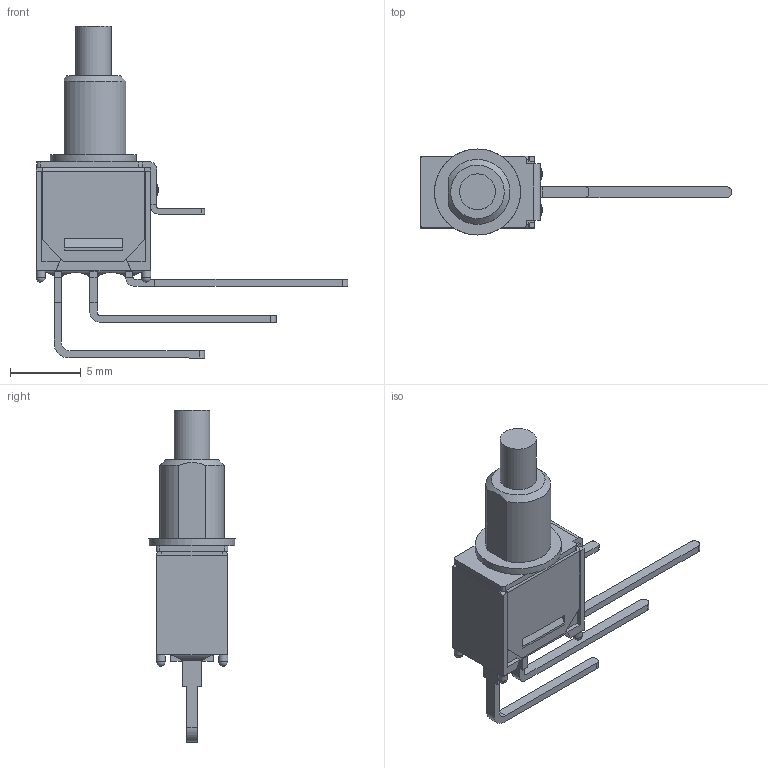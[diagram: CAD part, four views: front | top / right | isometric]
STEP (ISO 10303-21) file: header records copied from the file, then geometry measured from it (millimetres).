
FILE_DESCRIPTION(/* description */ (''),/* implementation_level */ '2;1');
FILE_NAME(/* name */ '800SP8B5M7xE.stp',/* time_stamp */ '2023-01-04T22:50:28-06:00',/* author */ ('mwilliams'),/* organization */ (''),/* preprocessor_version */ 'ST-DEVELOPER v18',/* originating_system */ 'Autodesk Inventor 2020',/* authorisation */ '');
FILE_SCHEMA (('AUTOMOTIVE_DESIGN { 1 0 10303 214 3 1 1 }'));
Length unit declared in the file: inch
Products named in the file (1): T822012_Shrinkwrap_1
Bounding box: 22.1 x 6.1 x 23.54 mm (x, y, z)
Volume: 460.7 mm3; surface area: 747.9 mm2
Topology: 1 solids, 1 shells, 184 faces, 513 edges, 328 vertices
Faces by surface type: plane 142, cylinder 33, sphere 4, cone 3, bspline 2
Full cylindrical faces by diameter (mm): 0.65 x4, 2.54 x1, 6.1 x1
Entity records: 6185 total; most frequent: CARTESIAN_POINT 1164, ORIENTED_EDGE 1018, DIRECTION 956, EDGE_CURVE 509, LINE 410, VECTOR 410, VERTEX_POINT 328, AXIS2_PLACEMENT_3D 273
